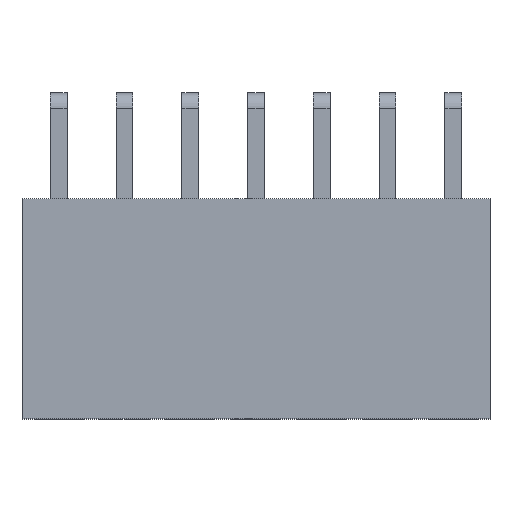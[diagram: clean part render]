
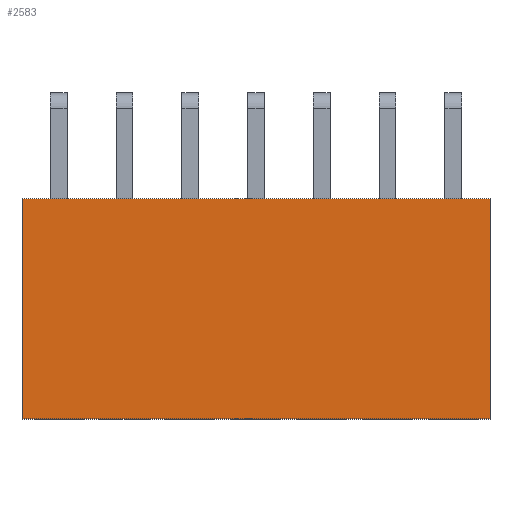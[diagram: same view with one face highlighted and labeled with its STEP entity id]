
A CAD part, top view. The second image highlights one B-rep face of the part: STEP entity #2583.
In plain terms, the highlighted planar face has unit normal (0, 0, 1).
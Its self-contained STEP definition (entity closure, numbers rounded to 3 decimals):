
#2583=ADVANCED_FACE('',(#8597),#8599,.T.);
#8597=FACE_BOUND('',#8598,.T.);
#8598=EDGE_LOOP('',(#13382,#13383,#13384,#13385));
#8599=PLANE('',#8600);
#8600=AXIS2_PLACEMENT_3D('',#8601,#8602,#8603);
#8601=CARTESIAN_POINT('',(16.66,-9.86,5.));
#8602=DIRECTION('',(0.,-0.,1.));
#8603=DIRECTION('',(0.,1.,0.));
#13382=ORIENTED_EDGE('',*,*,#16674,.T.);
#13383=ORIENTED_EDGE('',*,*,#16703,.T.);
#13384=ORIENTED_EDGE('',*,*,#16682,.F.);
#13385=ORIENTED_EDGE('',*,*,#16741,.F.);
#16674=EDGE_CURVE('',#19233,#19231,#19234,.T.);
#16682=EDGE_CURVE('',#19245,#19247,#19248,.T.);
#16703=EDGE_CURVE('',#19231,#19247,#19283,.T.);
#16741=EDGE_CURVE('',#19233,#19245,#19325,.T.);
#19231=VERTEX_POINT('',#24113);
#19233=VERTEX_POINT('',#24117);
#19234=LINE('',#24118,#24119);
#19245=VERTEX_POINT('',#24143);
#19247=VERTEX_POINT('',#24147);
#19248=LINE('',#24148,#24149);
#19283=LINE('',#24225,#24226);
#19325=LINE('',#24343,#24344);
#24113=CARTESIAN_POINT('',(16.66,-1.36,5.));
#24117=CARTESIAN_POINT('',(16.66,-9.86,5.));
#24118=CARTESIAN_POINT('',(16.66,-9.86,5.));
#24119=VECTOR('',#24120,1.);
#24120=DIRECTION('',(0.,1.,0.));
#24143=CARTESIAN_POINT('',(-1.42,-9.86,5.));
#24147=CARTESIAN_POINT('',(-1.42,-1.36,5.));
#24148=CARTESIAN_POINT('',(-1.42,-9.86,5.));
#24149=VECTOR('',#24150,1.);
#24150=DIRECTION('',(0.,1.,0.));
#24225=CARTESIAN_POINT('',(16.66,-1.36,5.));
#24226=VECTOR('',#24227,1.);
#24227=DIRECTION('',(-1.,0.,0.));
#24343=CARTESIAN_POINT('',(16.66,-9.86,5.));
#24344=VECTOR('',#24345,1.);
#24345=DIRECTION('',(-1.,0.,0.));
